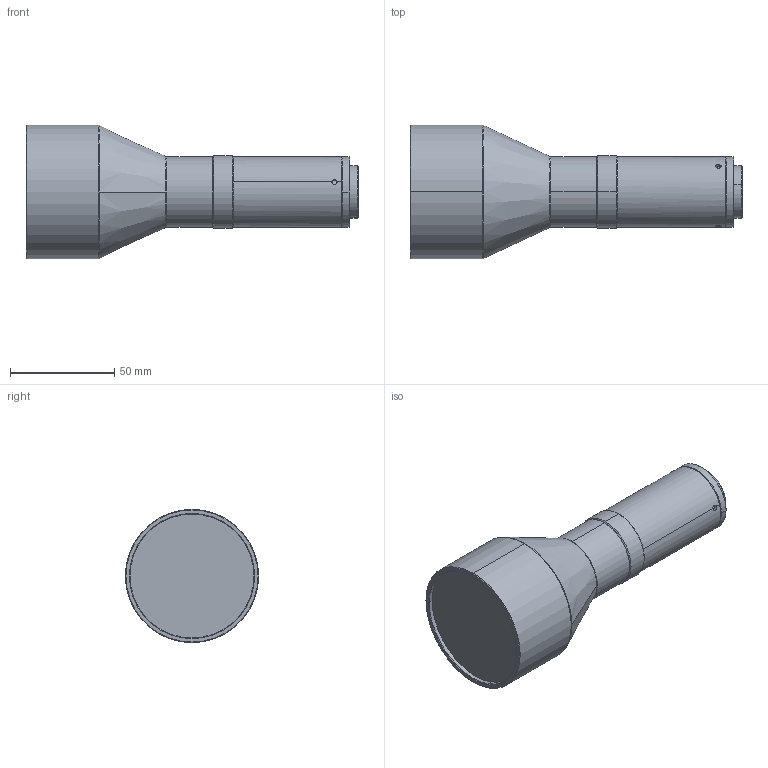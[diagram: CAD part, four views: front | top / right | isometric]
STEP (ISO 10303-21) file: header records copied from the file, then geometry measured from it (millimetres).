
FILE_DESCRIPTION (( 'STEP AP203' ), '1' );
FILE_NAME ('DTCM110-48.STEP', '2015-09-08T10:27:51', ( '' ), ( '' ), 'SwSTEP 2.0', 'SolidWorks 2012', '' );
FILE_SCHEMA (( 'CONFIG_CONTROL_DESIGN' ));
Length unit declared in the file: millimetre
Products named in the file (1): DTCM110-48
Bounding box: 159.38 x 64 x 64 mm (x, y, z)
Volume: 251625 mm3; surface area: 27050.3 mm2
Topology: 1 solids, 1 shells, 58 faces, 133 edges, 83 vertices
Faces by surface type: cone 25, cylinder 22, plane 7, torus 4
Entity records: 1910 total; most frequent: CARTESIAN_POINT 491, DIRECTION 307, ORIENTED_EDGE 262, AXIS2_PLACEMENT_3D 131, EDGE_CURVE 131, VERTEX_POINT 83, CIRCLE 72, EDGE_LOOP 66
